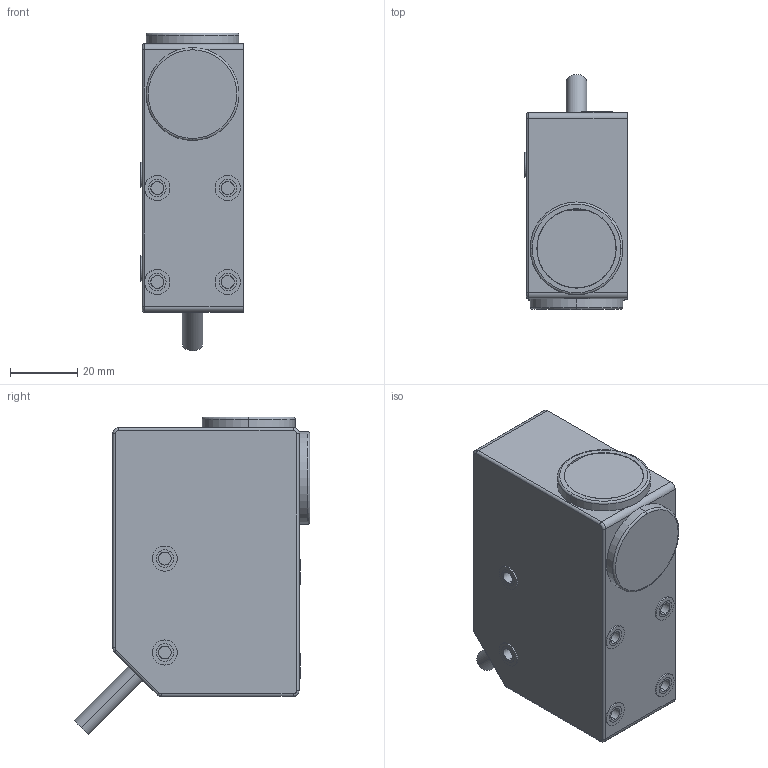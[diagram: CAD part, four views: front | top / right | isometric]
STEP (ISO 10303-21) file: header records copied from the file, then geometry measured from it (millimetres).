
FILE_DESCRIPTION((''),'2;1');
FILE_NAME('141693_ASM','2023-04-28T12:50:03',('banengservice'),('BANNER ENGINEERING'),'CREO PARAMETRIC BY PTC INC, 2022414','CREO PARAMETRIC BY PTC INC, 2022414','');
FILE_SCHEMA(('CONFIG_CONTROL_DESIGN'));
Length unit declared in the file: inch
Products named in the file (10): 57813; 57819; CABLE_240; 45483; 45482; 44811; 49566_ASM; 44816; 59485_WEB_ASM; 141693_ASM
Assembly tree (9 placements, depth 4):
  141693_ASM
    59485_WEB_ASM
      57813
      57819
      CABLE_240
      45483
      49566_ASM
        45482
        44811
      44816
Bounding box: 30.45 x 70.16 x 94.7 mm (x, y, z)
Volume: 45838 mm3; surface area: 43061.6 mm2
Topology: 7 solids, 17 shells, 555 faces, 1364 edges, 851 vertices
Faces by surface type: cylinder 232, plane 219, torus 26, bspline 25, extrusion 24, sphere 19, cone 8, revolution 2
Entity records: 18799 total; most frequent: CARTESIAN_POINT 5487, DIRECTION 2769, ORIENTED_EDGE 2646, EDGE_CURVE 1343, AXIS2_PLACEMENT_3D 1006, VERTEX_POINT 851, VECTOR 755, LINE 731
